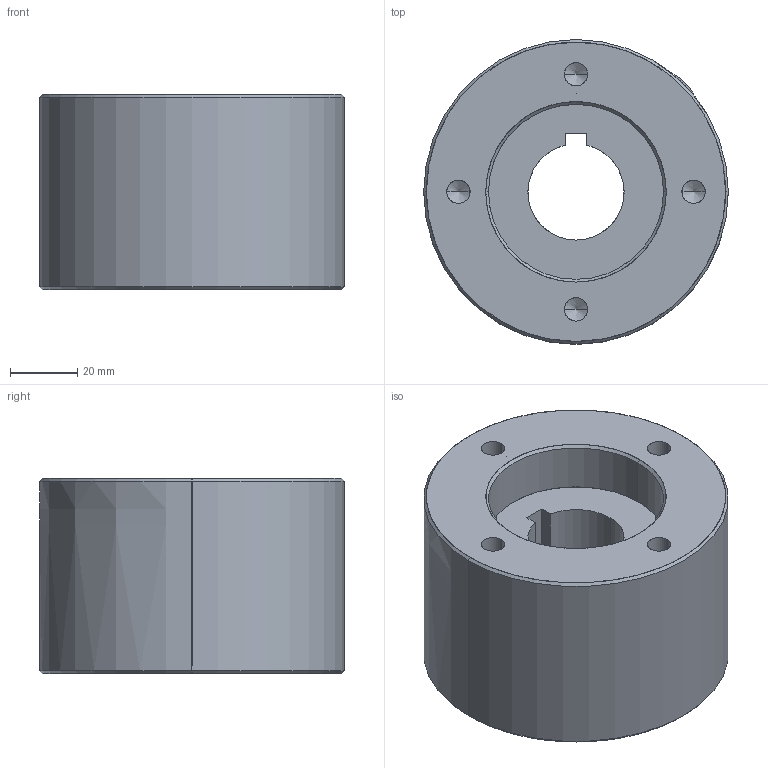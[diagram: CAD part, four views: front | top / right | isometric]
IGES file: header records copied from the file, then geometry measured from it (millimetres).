
Start section: SolidWorks IGES file using analytic representation for surfaces
Global section: file name: HTDEFAU030894135646.igs; native system: SolidWorks 2013; preprocessor: SolidWorks 2013; author: partstream; date: 130308.094140; units: inch
Bounding box: 90.49 x 90.49 x 57.94 mm (x, y, z)
Surface area: 51984.3 mm2 (no closed solid volume)
Topology: 0 solids, 0 shells, 182 faces, 4101 edges, 4091 vertices
Faces by surface type: revolution 91, bspline 91
